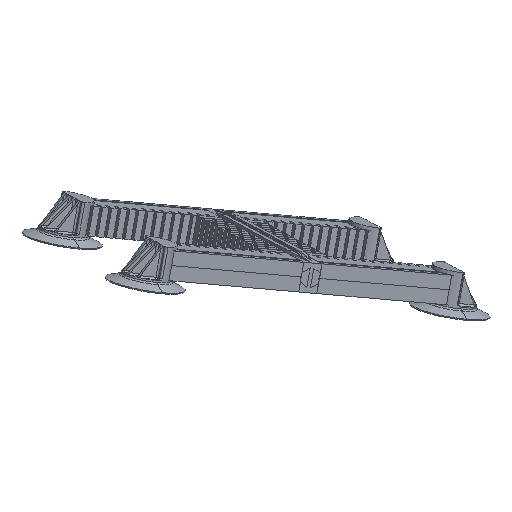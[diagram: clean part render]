
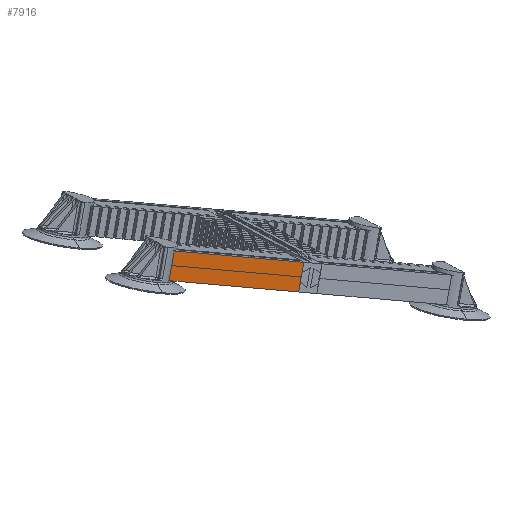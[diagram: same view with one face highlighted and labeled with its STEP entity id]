
A CAD part, top view. The second image highlights one B-rep face of the part: STEP entity #7916.
In plain terms, the highlighted face is planar.
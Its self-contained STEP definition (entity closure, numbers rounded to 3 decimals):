
#1573 = PLANE ( 'NONE',  #17221 ) ;
#1990 = EDGE_LOOP ( 'NONE', ( #23605, #22834, #6297, #7663 ) ) ;
#3619 = CARTESIAN_POINT ( 'NONE',  ( -38.25, -7.5, 0. ) ) ;
#3698 = CARTESIAN_POINT ( 'NONE',  ( -38.25, 7.5, 0. ) ) ;
#3789 = DIRECTION ( 'NONE',  ( 0., 0., -1. ) ) ;
#4225 = CARTESIAN_POINT ( 'NONE',  ( -38.25, 7.5, 0. ) ) ;
#4551 = VECTOR ( 'NONE', #21054, 1000. ) ;
#5656 = CARTESIAN_POINT ( 'NONE',  ( 38.25, 7.5, 0. ) ) ;
#6186 = VERTEX_POINT ( 'NONE', #3698 ) ;
#6297 = ORIENTED_EDGE ( 'NONE', *, *, #26616, .F. ) ;
#7572 = DIRECTION ( 'NONE',  ( 1., 0., 0. ) ) ;
#7663 = ORIENTED_EDGE ( 'NONE', *, *, #24467, .F. ) ;
#7916 = ADVANCED_FACE ( 'NONE', ( #18040 ), #1573, .T. ) ;
#8986 = DIRECTION ( 'NONE',  ( 0., 1., 0. ) ) ;
#10176 = VECTOR ( 'NONE', #26293, 1000. ) ;
#10363 = VERTEX_POINT ( 'NONE', #15360 ) ;
#10795 = VERTEX_POINT ( 'NONE', #3619 ) ;
#14752 = CARTESIAN_POINT ( 'NONE',  ( 0., 0., 0. ) ) ;
#15360 = CARTESIAN_POINT ( 'NONE',  ( 38.25, 7.5, 0. ) ) ;
#16341 = VECTOR ( 'NONE', #7572, 1000. ) ;
#16712 = CARTESIAN_POINT ( 'NONE',  ( 38.25, -7.5, 0. ) ) ;
#16718 = LINE ( 'NONE', #4225, #10176 ) ;
#17221 = AXIS2_PLACEMENT_3D ( 'NONE', #14752, #3789, #19160 ) ;
#18040 = FACE_OUTER_BOUND ( 'NONE', #1990, .T. ) ;
#19160 = DIRECTION ( 'NONE',  ( -1., 0., 0. ) ) ;
#19935 = CARTESIAN_POINT ( 'NONE',  ( 38.25, 7.5, 0. ) ) ;
#21054 = DIRECTION ( 'NONE',  ( -1., 0., 0. ) ) ;
#21365 = VECTOR ( 'NONE', #8986, 1000. ) ;
#21710 = VERTEX_POINT ( 'NONE', #16712 ) ;
#22204 = LINE ( 'NONE', #27311, #16341 ) ;
#22834 = ORIENTED_EDGE ( 'NONE', *, *, #25767, .F. ) ;
#23160 = EDGE_CURVE ( 'NONE', #6186, #10795, #16718, .T. ) ;
#23605 = ORIENTED_EDGE ( 'NONE', *, *, #23160, .F. ) ;
#24467 = EDGE_CURVE ( 'NONE', #10795, #21710, #22204, .T. ) ;
#25767 = EDGE_CURVE ( 'NONE', #10363, #6186, #27303, .T. ) ;
#26293 = DIRECTION ( 'NONE',  ( 0., -1., 0. ) ) ;
#26616 = EDGE_CURVE ( 'NONE', #21710, #10363, #27917, .T. ) ;
#27303 = LINE ( 'NONE', #5656, #4551 ) ;
#27311 = CARTESIAN_POINT ( 'NONE',  ( 38.25, -7.5, 0. ) ) ;
#27917 = LINE ( 'NONE', #19935, #21365 ) ;
